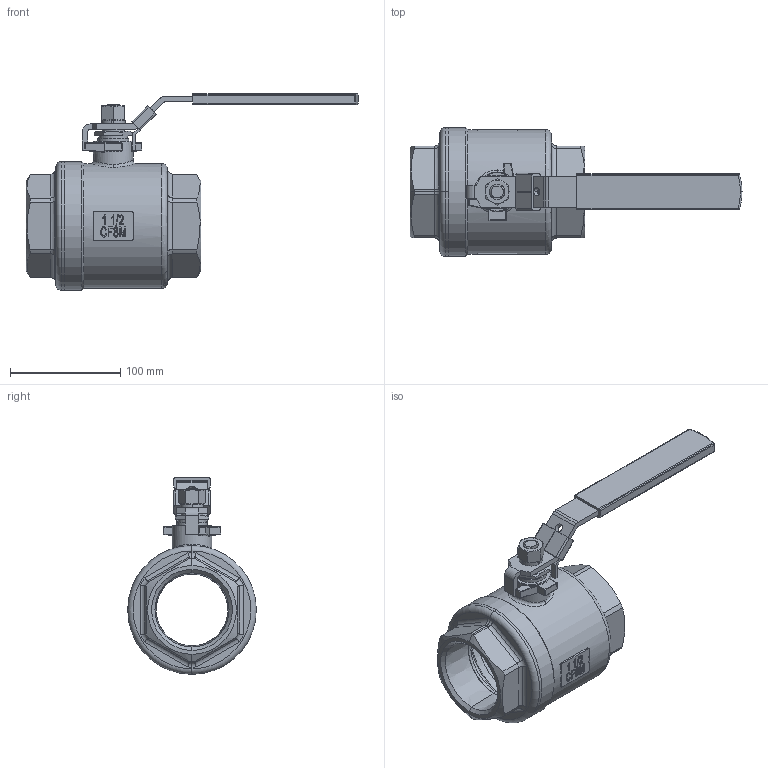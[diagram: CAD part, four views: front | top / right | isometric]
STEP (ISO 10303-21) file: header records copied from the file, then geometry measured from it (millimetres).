
FILE_DESCRIPTION(('STEP AP214'),'1');
FILE_NAME(' 2-1-2.stp','2022-06-21T07:00:25',(' '),(' '),'Spatial InterOp 3D',' ',' ');
FILE_SCHEMA(('AUTOMOTIVE_DESIGN { 1 0 10303 214 1 1 1 1 }'));
Length unit declared in the file: millimetre
Products named in the file (1): 阀体
Bounding box: 301.8 x 117 x 178.7 mm (x, y, z)
Volume: 555555.7 mm3; surface area: 199983.2 mm2
Topology: 14 solids, 14 shells, 1076 faces, 2903 edges, 1874 vertices
Faces by surface type: plane 764, cylinder 174, cone 73, torus 31, sphere 20, bspline 14
Full cylindrical faces by diameter (mm): 20.6 x1, 26 x1, 26.4 x1, 36 x1, 65 x1, 90 x1, 102 x1, 103.9 x1, 106.5 x1, 112.5 x1, 113.5 x1, 117 x1
Entity records: 42984 total; most frequent: CARTESIAN_POINT 7491, ORIENTED_EDGE 5708, DIRECTION 5334, EDGE_CURVE 2854, LINE 2214, VECTOR 2214, VERTEX_POINT 1867, AXIS2_PLACEMENT_3D 1560
